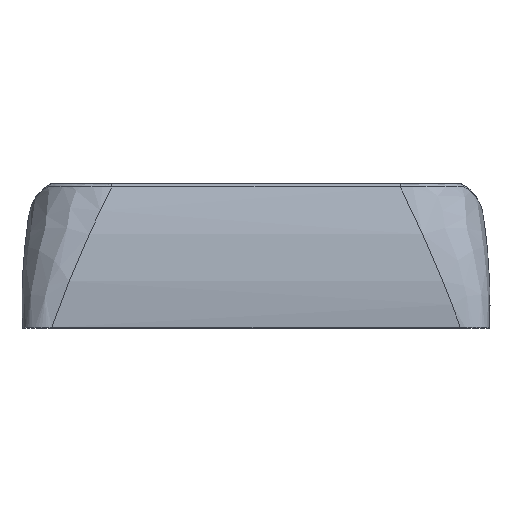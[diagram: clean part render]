
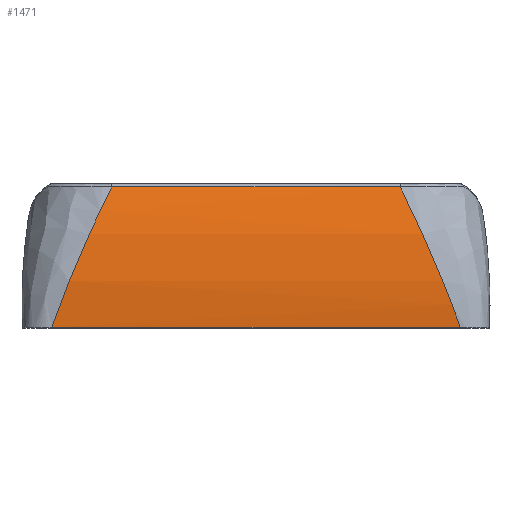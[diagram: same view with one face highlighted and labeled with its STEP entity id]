
A CAD part, top view. The second image highlights one B-rep face of the part: STEP entity #1471.
In plain terms, the highlighted cylindrical face has radius 11.654 mm (diameter 23.308 mm), a partial arc.
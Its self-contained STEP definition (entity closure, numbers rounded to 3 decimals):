
#148=CYLINDRICAL_SURFACE('',#1607,11.654);
#238=FACE_OUTER_BOUND('',#333,.T.);
#333=EDGE_LOOP('',(#1344,#1345,#1346,#1347));
#397=LINE('',#3147,#465);
#404=LINE('',#4231,#472);
#465=VECTOR('',#1843,10.);
#472=VECTOR('',#1908,10.);
#527=B_SPLINE_CURVE_WITH_KNOTS('',3,(#3265,#3266,#3267,#3268,#3269,#3270,
#3271,#3272,#3273),.UNSPECIFIED.,.F.,.F.,(4,2,1,2,4),(-0.439,
-0.384,-0.364,0.,0.103),
 .UNSPECIFIED.);
#528=B_SPLINE_CURVE_WITH_KNOTS('',3,(#3331,#3332,#3333,#3334,#3335,#3336,
#3337,#3338),.UNSPECIFIED.,.F.,.F.,(4,2,2,4),(-0.487,-0.384,
0.,0.056),.UNSPECIFIED.);
#655=VERTEX_POINT('',#3133);
#656=VERTEX_POINT('',#3146);
#662=VERTEX_POINT('',#3259);
#663=VERTEX_POINT('',#3330);
#846=EDGE_CURVE('',#656,#655,#397,.T.);
#855=EDGE_CURVE('',#662,#655,#527,.T.);
#856=EDGE_CURVE('',#656,#663,#528,.T.);
#911=EDGE_CURVE('',#663,#662,#404,.T.);
#1344=ORIENTED_EDGE('',*,*,#855,.F.);
#1345=ORIENTED_EDGE('',*,*,#911,.F.);
#1346=ORIENTED_EDGE('',*,*,#856,.F.);
#1347=ORIENTED_EDGE('',*,*,#846,.T.);
#1471=ADVANCED_FACE('',(#238),#148,.T.);
#1607=AXIS2_PLACEMENT_3D('',#4430,#1915,#1916);
#1843=DIRECTION('',(1.,0.,0.));
#1908=DIRECTION('',(1.,0.,0.));
#1915=DIRECTION('center_axis',(-1.,0.,0.));
#1916=DIRECTION('ref_axis',(0.,0.,1.));
#3133=CARTESIAN_POINT('',(-46.087,2.5,-146.718));
#3146=CARTESIAN_POINT('',(-61.713,2.5,-146.718));
#3147=CARTESIAN_POINT('',(-53.9,2.5,-146.718));
#3259=CARTESIAN_POINT('',(-48.378,7.875,-147.527));
#3265=CARTESIAN_POINT('Ctrl Pts',(-48.378,7.875,-147.527));
#3266=CARTESIAN_POINT('Ctrl Pts',(-48.288,7.69,-147.452));
#3267=CARTESIAN_POINT('Ctrl Pts',(-48.198,7.504,-147.382));
#3268=CARTESIAN_POINT('Ctrl Pts',(-48.078,7.252,-147.295));
#3269=CARTESIAN_POINT('Ctrl Pts',(-47.467,5.97,-146.864));
#3270=CARTESIAN_POINT('Ctrl Pts',(-46.902,4.684,-146.675));
#3271=CARTESIAN_POINT('Ctrl Pts',(-46.322,3.164,-146.675));
#3272=CARTESIAN_POINT('Ctrl Pts',(-46.2,2.831,-146.689));
#3273=CARTESIAN_POINT('Ctrl Pts',(-46.087,2.5,-146.718));
#3330=CARTESIAN_POINT('',(-59.422,7.875,-147.527));
#3331=CARTESIAN_POINT('Ctrl Pts',(-61.713,2.5,-146.718));
#3332=CARTESIAN_POINT('Ctrl Pts',(-61.6,2.831,-146.689));
#3333=CARTESIAN_POINT('Ctrl Pts',(-61.478,3.164,-146.675));
#3334=CARTESIAN_POINT('Ctrl Pts',(-60.874,4.749,-146.675));
#3335=CARTESIAN_POINT('Ctrl Pts',(-60.304,6.034,-146.873));
#3336=CARTESIAN_POINT('Ctrl Pts',(-59.602,7.504,-147.382));
#3337=CARTESIAN_POINT('Ctrl Pts',(-59.512,7.69,-147.452));
#3338=CARTESIAN_POINT('Ctrl Pts',(-59.422,7.875,-147.527));
#4231=CARTESIAN_POINT('',(-53.9,7.875,-147.527));
#4430=CARTESIAN_POINT('Origin',(-53.9,3.5,-158.329));
